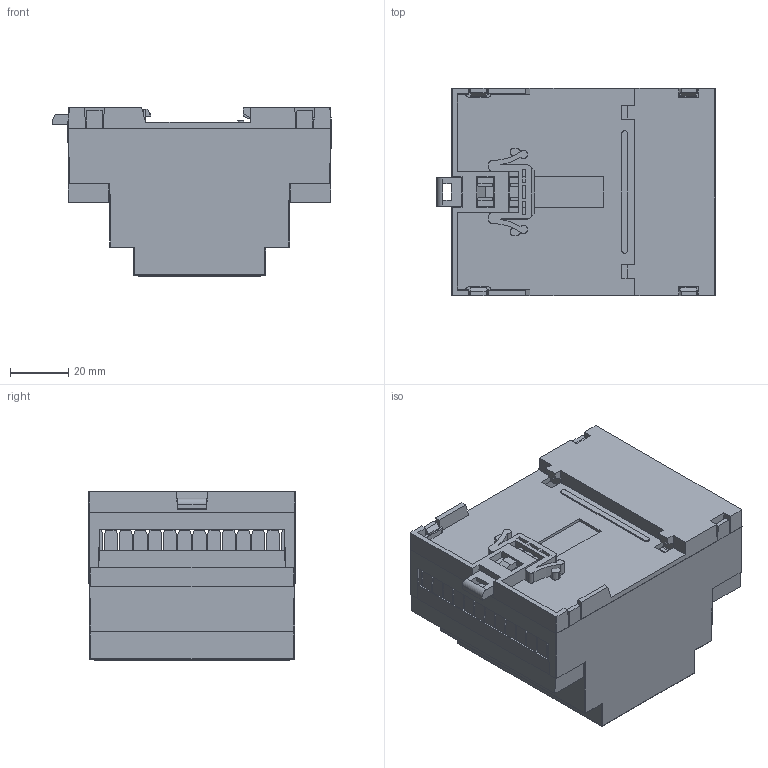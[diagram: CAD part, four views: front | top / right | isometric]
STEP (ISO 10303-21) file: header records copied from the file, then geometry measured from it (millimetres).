
FILE_DESCRIPTION (( 'STEP AP214' ), '1' );
FILE_NAME ('4MG-ASSEMBLY.STEP', '2010-03-04T00:36:36', ( 'NEF User' ), ( 'NEF User' ), 'SwSTEP 2.0', 'SolidWorks 2010', '' );
FILE_SCHEMA (( 'AUTOMOTIVE_DESIGN' ));
Length unit declared in the file: millimetre
Products named in the file (1): 4MG-ASSEMBLY
Bounding box: 95.36 x 71 x 57.7 mm (x, y, z)
Volume: 51415.5 mm3; surface area: 69692.6 mm2
Topology: 6 solids, 6 shells, 1080 faces, 3262 edges, 2136 vertices
Faces by surface type: plane 791, cylinder 249, cone 22, bspline 18
Entity records: 37242 total; most frequent: CARTESIAN_POINT 7290, ORIENTED_EDGE 6508, DIRECTION 5943, EDGE_CURVE 3254, VECTOR 2549, LINE 2549, VERTEX_POINT 2136, AXIS2_PLACEMENT_3D 1697
